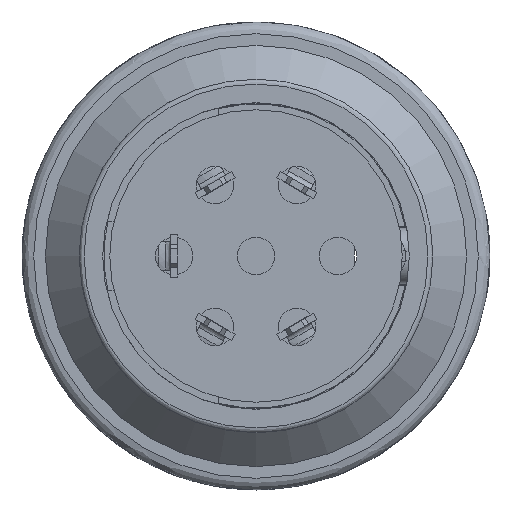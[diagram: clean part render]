
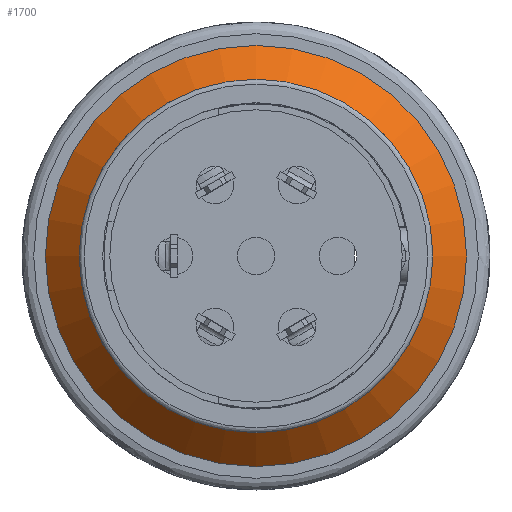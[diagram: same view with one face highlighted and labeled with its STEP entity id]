
A CAD part, left-side view. The second image highlights one B-rep face of the part: STEP entity #1700.
In plain terms, the highlighted conical face has half-angle 45 degrees and reference radius 7.55 mm.
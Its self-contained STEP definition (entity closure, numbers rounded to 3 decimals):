
#1223=CONICAL_SURFACE('',#9680,7.55,45.);
#1260=FACE_BOUND('',#2626,.T.);
#1261=FACE_BOUND('',#2627,.T.);
#1700=ADVANCED_FACE('',(#1260,#1261),#1223,.T.);
#2626=EDGE_LOOP('',(#5153));
#2627=EDGE_LOOP('',(#5154));
#4759=CIRCLE('',#9677,7.55);
#4760=CIRCLE('',#9679,9.);
#5153=ORIENTED_EDGE('',*,*,#8331,.T.);
#5154=ORIENTED_EDGE('',*,*,#8332,.F.);
#7496=VERTEX_POINT('',#14000);
#7497=VERTEX_POINT('',#14003);
#8331=EDGE_CURVE('',#7496,#7496,#4759,.T.);
#8332=EDGE_CURVE('',#7497,#7497,#4760,.T.);
#9677=AXIS2_PLACEMENT_3D('',#13999,#10342,#10343);
#9679=AXIS2_PLACEMENT_3D('',#14002,#10346,#10347);
#9680=AXIS2_PLACEMENT_3D('',#14004,#10348,#10349);
#10342=DIRECTION('',(1.,0.,0.));
#10343=DIRECTION('',(0.,-1.,0.));
#10346=DIRECTION('',(1.,0.,0.));
#10347=DIRECTION('',(0.,-1.,0.));
#10348=DIRECTION('',(1.,0.,0.));
#10349=DIRECTION('',(0.,-1.,0.));
#13999=CARTESIAN_POINT('',(-1.45,0.,0.));
#14000=CARTESIAN_POINT('',(-1.45,-7.55,0.));
#14002=CARTESIAN_POINT('',(0.,0.,0.));
#14003=CARTESIAN_POINT('',(0.,-9.,0.));
#14004=CARTESIAN_POINT('',(-1.45,0.,0.));
